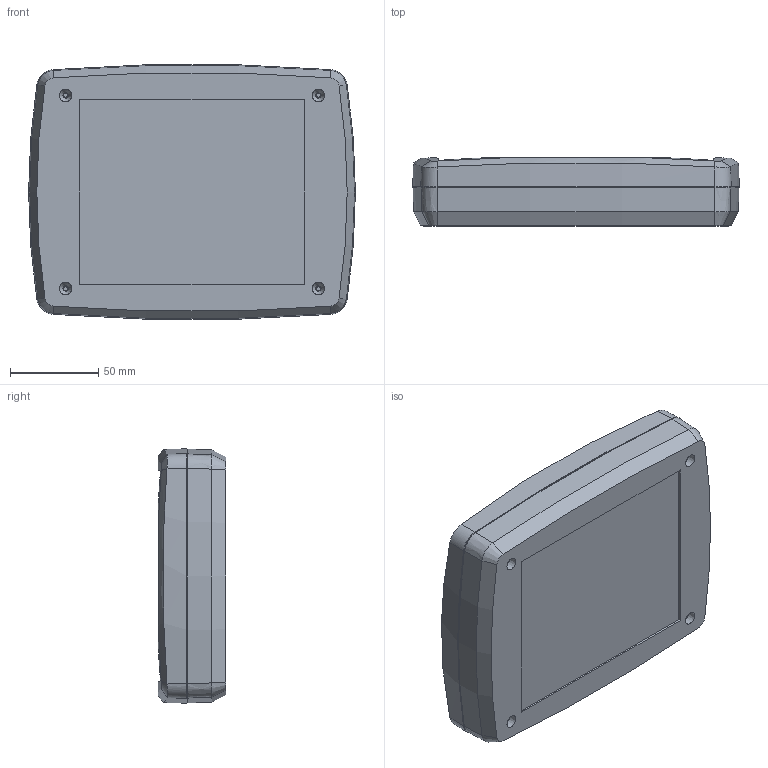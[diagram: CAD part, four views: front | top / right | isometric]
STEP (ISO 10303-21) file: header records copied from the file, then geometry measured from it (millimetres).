
FILE_DESCRIPTION(/* description */ ('','CAx-IF Rec.Pracs.---Representation and Presentation of Product Manufacturing Information (PMI)---3.8---2014-02-18'),/* implementation_level */ '2;1');
FILE_NAME(/* name */ 'Z124S_Assembly.stp',/* time_stamp */ '2017-10-24T10:02:14+02:00',/* author */ ('marek.teluk'),/* organization */ (''),/* preprocessor_version */ 'ST-DEVELOPER v16.5',/* originating_system */ 'Autodesk Inventor 2017',/* authorisation */ '');
FILE_SCHEMA (('AP242_MANAGED_MODEL_BASED_3D_ENGINEERING_MIM_LF { 1 0 10303 442 1 1 4 }'));
Length unit declared in the file: millimetre
Products named in the file (5): Z124_Assembly; Z124_Base; Z124_Cover2; Gasket; Sleeve_Model
Assembly tree (7 placements, depth 2):
  Z124_Assembly
    Z124_Base
    Z124_Cover2
    Gasket
    Sleeve_Model  x4
Bounding box: 184.8 x 38.35 x 143.87 mm (x, y, z)
Volume: 225116.2 mm3; surface area: 172275.7 mm2
Topology: 7 solids, 7 shells, 1669 faces, 3556 edges, 2016 vertices
Faces by surface type: plane 964, cone 404, cylinder 156, bspline 121, torus 24
Full cylindrical faces by diameter (mm): 2.3 x18, 2.35 x8, 2.38 x10, 2.4 x4, 3 x4, 3.4 x4, 3.65 x20, 5.91 x4, 7 x4
Entity records: 34907 total; most frequent: CARTESIAN_POINT 14996, DIRECTION 4262, ORIENTED_EDGE 3862, EDGE_CURVE 1931, AXIS2_PLACEMENT_3D 1772, VERTEX_POINT 1264, EDGE_LOOP 1169, FACE_OUTER_BOUND 916
